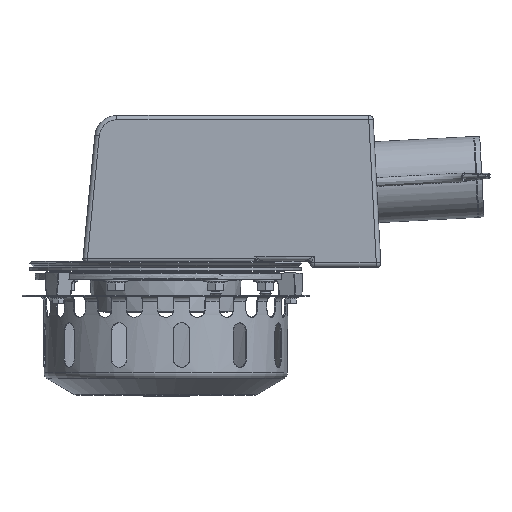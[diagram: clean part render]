
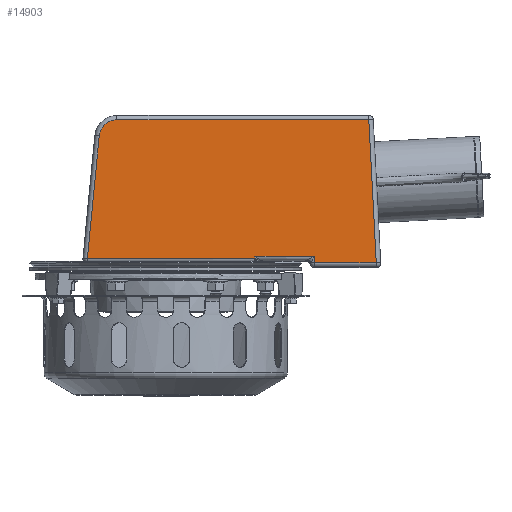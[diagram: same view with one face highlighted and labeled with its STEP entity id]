
A CAD part, top view. The second image highlights one B-rep face of the part: STEP entity #14903.
In plain terms, the highlighted planar face has unit normal (0, 0, 1).
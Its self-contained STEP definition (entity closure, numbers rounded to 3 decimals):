
#658=B_SPLINE_CURVE_WITH_KNOTS('',3,(#36642,#36643,#36644,#36645,#36646,
#36647),.UNSPECIFIED.,.F.,.F.,(4,1,1,4),(-0.324,-0.231,
-0.185,0.),.UNSPECIFIED.);
#659=B_SPLINE_CURVE_WITH_KNOTS('',3,(#36649,#36650,#36651,#36652,#36653,
#36654),.UNSPECIFIED.,.F.,.F.,(4,2,4),(-0.008,0.,1.706),
 .UNSPECIFIED.);
#1144=PLANE('',#18455);
#2521=FACE_OUTER_BOUND('',#3604,.T.);
#3604=EDGE_LOOP('',(#12933,#12934,#12935,#12936,#12937,#12938,#12939,#12940,
#12941,#12942));
#4624=CIRCLE('',#18454,16.);
#6098=VERTEX_POINT('',#36628);
#6101=VERTEX_POINT('',#36633);
#6102=VERTEX_POINT('',#36637);
#6103=VERTEX_POINT('',#36639);
#6104=VERTEX_POINT('',#36641);
#6105=VERTEX_POINT('',#36648);
#6106=VERTEX_POINT('',#36655);
#6107=VERTEX_POINT('',#36657);
#6108=VERTEX_POINT('',#36659);
#6109=VERTEX_POINT('',#36661);
#8421=EDGE_CURVE('',#6101,#6098,#4624,.T.);
#8422=EDGE_CURVE('',#6102,#6101,#15924,.T.);
#8423=EDGE_CURVE('',#6103,#6102,#15925,.T.);
#8424=EDGE_CURVE('',#6104,#6103,#658,.T.);
#8425=EDGE_CURVE('',#6105,#6104,#659,.T.);
#8426=EDGE_CURVE('',#6106,#6105,#15926,.T.);
#8427=EDGE_CURVE('',#6107,#6106,#15927,.T.);
#8428=EDGE_CURVE('',#6108,#6107,#15928,.T.);
#8429=EDGE_CURVE('',#6109,#6108,#15929,.T.);
#8430=EDGE_CURVE('',#6098,#6109,#15930,.T.);
#12933=ORIENTED_EDGE('',*,*,#8421,.F.);
#12934=ORIENTED_EDGE('',*,*,#8422,.F.);
#12935=ORIENTED_EDGE('',*,*,#8423,.F.);
#12936=ORIENTED_EDGE('',*,*,#8424,.F.);
#12937=ORIENTED_EDGE('',*,*,#8425,.F.);
#12938=ORIENTED_EDGE('',*,*,#8426,.F.);
#12939=ORIENTED_EDGE('',*,*,#8427,.F.);
#12940=ORIENTED_EDGE('',*,*,#8428,.F.);
#12941=ORIENTED_EDGE('',*,*,#8429,.F.);
#12942=ORIENTED_EDGE('',*,*,#8430,.F.);
#14903=ADVANCED_FACE('',(#2521),#1144,.T.);
#15924=LINE('',#36638,#16806);
#15925=LINE('',#36640,#16807);
#15926=LINE('',#36656,#16808);
#15927=LINE('',#36658,#16809);
#15928=LINE('',#36660,#16810);
#15929=LINE('',#36662,#16811);
#15930=LINE('',#36663,#16812);
#16806=VECTOR('',#22581,1.);
#16807=VECTOR('',#22582,1.);
#16808=VECTOR('',#22583,4.);
#16809=VECTOR('',#22584,1.);
#16810=VECTOR('',#22585,1.);
#16811=VECTOR('',#22586,1.);
#16812=VECTOR('',#22587,1.);
#18454=AXIS2_PLACEMENT_3D('',#36635,#22577,#22578);
#18455=AXIS2_PLACEMENT_3D('',#36636,#22579,#22580);
#22577=DIRECTION('center_axis',(0.,0.,
-1.));
#22578=DIRECTION('ref_axis',(-0.815,0.58,0.));
#22579=DIRECTION('center_axis',(0.,0.,
1.));
#22580=DIRECTION('ref_axis',(0.,-1.,0.));
#22581=DIRECTION('',(0.096,0.995,0.));
#22582=DIRECTION('',(-1.,0.,0.));
#22583=DIRECTION('',(-1.,0.,0.));
#22584=DIRECTION('',(0.,1.,0.));
#22585=DIRECTION('',(-1.,0.,0.));
#22586=DIRECTION('',(0.052,-0.999,0.));
#22587=DIRECTION('',(1.,0.,0.));
#36628=CARTESIAN_POINT('',(-43.968,66.,75.));
#36633=CARTESIAN_POINT('',(-59.894,51.542,75.));
#36635=CARTESIAN_POINT('Origin',(-43.968,50.,75.));
#36636=CARTESIAN_POINT('Origin',(-63.351,5.693,75.));
#36637=CARTESIAN_POINT('',(-70.594,-59.,75.));
#36638=CARTESIAN_POINT('',(-67.09,-22.798,75.));
#36639=CARTESIAN_POINT('',(80.087,-59.,75.));
#36640=CARTESIAN_POINT('',(94.268,-59.,75.));
#36641=CARTESIAN_POINT('',(80.171,-58.688,75.));
#36642=CARTESIAN_POINT('Ctrl Pts',(80.171,-58.688,75.));
#36643=CARTESIAN_POINT('Ctrl Pts',(80.166,-58.718,75.));
#36644=CARTESIAN_POINT('Ctrl Pts',(80.155,-58.763,75.));
#36645=CARTESIAN_POINT('Ctrl Pts',(80.128,-58.867,75.));
#36646=CARTESIAN_POINT('Ctrl Pts',(80.105,-58.941,75.));
#36647=CARTESIAN_POINT('Ctrl Pts',(80.087,-59.,75.));
#36648=CARTESIAN_POINT('',(80.467,-57.,75.));
#36649=CARTESIAN_POINT('Ctrl Pts',(80.467,-57.,75.));
#36650=CARTESIAN_POINT('Ctrl Pts',(80.467,-57.003,75.));
#36651=CARTESIAN_POINT('Ctrl Pts',(80.466,-57.005,75.));
#36652=CARTESIAN_POINT('Ctrl Pts',(80.37,-57.568,75.));
#36653=CARTESIAN_POINT('Ctrl Pts',(80.274,-58.129,75.));
#36654=CARTESIAN_POINT('Ctrl Pts',(80.171,-58.688,75.));
#36655=CARTESIAN_POINT('',(134.,-57.,75.));
#36656=CARTESIAN_POINT('',(110.,-57.,75.));
#36657=CARTESIAN_POINT('',(134.,-63.,75.));
#36658=CARTESIAN_POINT('',(134.,-62.907,75.));
#36659=CARTESIAN_POINT('',(189.837,-63.,75.));
#36660=CARTESIAN_POINT('',(125.651,-63.,75.));
#36661=CARTESIAN_POINT('',(183.076,66.,75.));
#36662=CARTESIAN_POINT('',(184.6,36.916,75.));
#36663=CARTESIAN_POINT('',(1.485,66.,75.));
